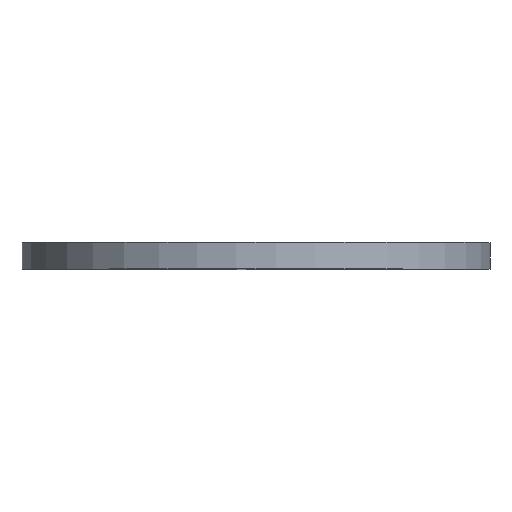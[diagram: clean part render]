
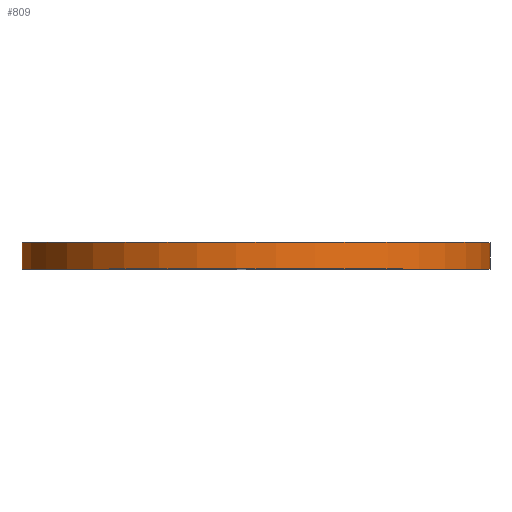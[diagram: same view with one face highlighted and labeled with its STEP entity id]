
A CAD part, top view. The second image highlights one B-rep face of the part: STEP entity #809.
In plain terms, the highlighted cylindrical face has radius 35 mm (diameter 70 mm), a partial arc.
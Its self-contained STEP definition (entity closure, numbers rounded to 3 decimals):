
#107=FACE_OUTER_BOUND('',#150,.T.);
#150=EDGE_LOOP('',(#570,#571,#572,#573));
#199=LINE('',#1060,#270);
#201=LINE('',#1073,#272);
#270=VECTOR('',#919,10.);
#272=VECTOR('',#935,10.);
#347=CIRCLE('',#884,35.);
#348=CIRCLE('',#885,35.);
#353=VERTEX_POINT('',#1057);
#354=VERTEX_POINT('',#1059);
#357=VERTEX_POINT('',#1069);
#358=VERTEX_POINT('',#1071);
#436=EDGE_CURVE('',#354,#353,#199,.T.);
#443=EDGE_CURVE('',#357,#358,#201,.T.);
#444=EDGE_CURVE('',#354,#358,#347,.T.);
#445=EDGE_CURVE('',#353,#357,#348,.T.);
#570=ORIENTED_EDGE('',*,*,#443,.T.);
#571=ORIENTED_EDGE('',*,*,#444,.F.);
#572=ORIENTED_EDGE('',*,*,#436,.T.);
#573=ORIENTED_EDGE('',*,*,#445,.T.);
#804=CYLINDRICAL_SURFACE('',#883,35.);
#809=ADVANCED_FACE('',(#107),#804,.T.);
#883=AXIS2_PLACEMENT_3D('',#1074,#936,#937);
#884=AXIS2_PLACEMENT_3D('',#1075,#938,#939);
#885=AXIS2_PLACEMENT_3D('',#1076,#940,#941);
#919=DIRECTION('',(0.,-1.,0.));
#935=DIRECTION('',(0.,1.,0.));
#936=DIRECTION('center_axis',(0.,1.,0.));
#937=DIRECTION('ref_axis',(0.,0.,1.));
#938=DIRECTION('center_axis',(0.,1.,0.));
#939=DIRECTION('ref_axis',(-1.,0.,0.));
#940=DIRECTION('center_axis',(0.,1.,0.));
#941=DIRECTION('ref_axis',(-1.,0.,0.));
#1057=CARTESIAN_POINT('',(-11.,0.,-33.226));
#1059=CARTESIAN_POINT('',(-11.,4.,-33.226));
#1060=CARTESIAN_POINT('',(-11.,4.,-33.226));
#1069=CARTESIAN_POINT('',(11.,0.,-33.226));
#1071=CARTESIAN_POINT('',(11.,4.,-33.226));
#1073=CARTESIAN_POINT('',(11.,4.,-33.226));
#1074=CARTESIAN_POINT('Origin',(0.,0.,0.));
#1075=CARTESIAN_POINT('Origin',(0.,4.,0.));
#1076=CARTESIAN_POINT('Origin',(0.,0.,0.));
